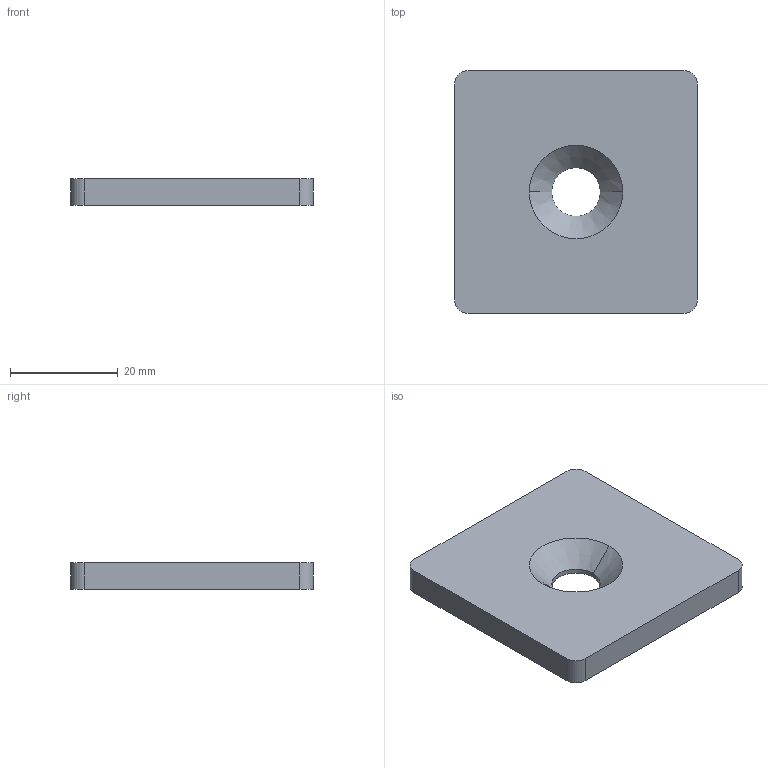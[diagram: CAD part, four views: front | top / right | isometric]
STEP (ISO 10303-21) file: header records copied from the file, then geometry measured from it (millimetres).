
FILE_DESCRIPTION (( 'STEP AP203' ), '1' );
FILE_NAME ('084.201.058.STEP', '2015-02-10T10:12:18', ( '' ), ( '' ), 'SwSTEP 2.0', 'SolidWorks 2012', '' );
FILE_SCHEMA (( 'CONFIG_CONTROL_DESIGN' ));
Length unit declared in the file: millimetre
Products named in the file (1): 084.201.058
Bounding box: 45 x 45 x 5 mm (x, y, z)
Volume: 6029.6 mm3; surface area: 5660.8 mm2
Topology: 1 solids, 1 shells, 98 faces, 230 edges, 122 vertices
Faces by surface type: cylinder 46, plane 26, sphere 20, torus 4, cone 2
Entity records: 2729 total; most frequent: DIRECTION 518, CARTESIAN_POINT 435, ORIENTED_EDGE 428, EDGE_CURVE 214, AXIS2_PLACEMENT_3D 205, VERTEX_POINT 122, LINE 108, VECTOR 108
